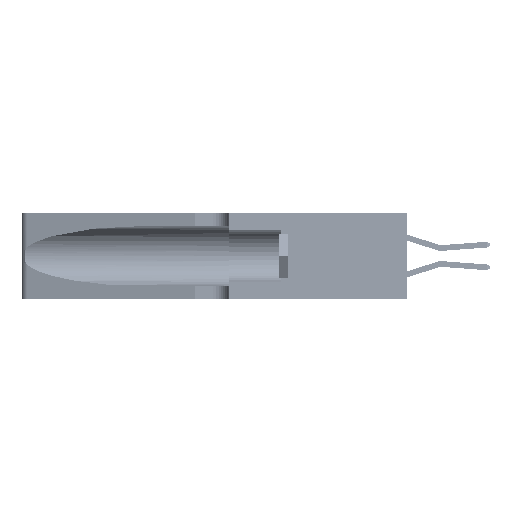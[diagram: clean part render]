
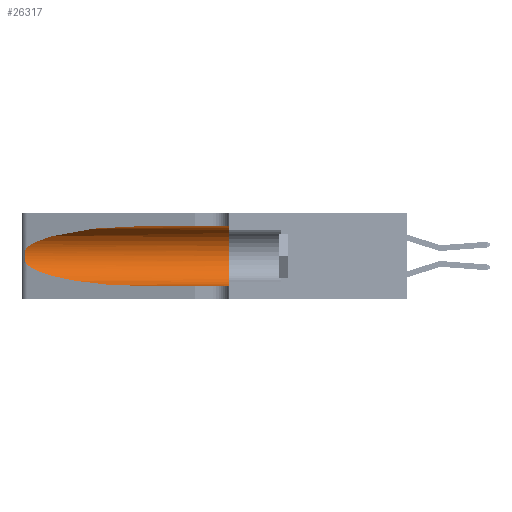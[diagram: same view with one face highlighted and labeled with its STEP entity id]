
A CAD part, left-side view. The second image highlights one B-rep face of the part: STEP entity #26317.
In plain terms, the highlighted cylindrical face has radius 3.308 mm (diameter 6.617 mm), a partial arc.
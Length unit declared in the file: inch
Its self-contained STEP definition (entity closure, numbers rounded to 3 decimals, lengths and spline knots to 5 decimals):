
#874 = CARTESIAN_POINT ( 'NONE',  ( 0.25639, 1.23186, 0.15144 ) ) ;
#947 = VERTEX_POINT ( 'NONE', #1017 ) ;
#1017 = CARTESIAN_POINT ( 'NONE',  ( 0.1305, 0.35, 0.31525 ) ) ;
#1037 = CARTESIAN_POINT ( 'NONE',  ( 0.26075, 1.23896, 0.19203 ) ) ;
#1265 = LINE ( 'NONE', #26918, #36356 ) ;
#4134 = VERTEX_POINT ( 'NONE', #27797 ) ;
#4344 = CARTESIAN_POINT ( 'NONE',  ( 0.1305, 1.61858, 0.05475 ) ) ;
#6756 = ORIENTED_EDGE ( 'NONE', *, *, #36087, .T. ) ;
#7934 = EDGE_CURVE ( 'NONE', #13232, #9228, #33697, .T. ) ;
#8323 = CARTESIAN_POINT ( 'NONE',  ( 0.1305, 0.35, 0.185 ) ) ;
#9228 = VERTEX_POINT ( 'NONE', #37436 ) ;
#10790 = ORIENTED_EDGE ( 'NONE', *, *, #22025, .F. ) ;
#10917 = CIRCLE ( 'NONE', #36869, 0.13025 ) ;
#11269 = CARTESIAN_POINT ( 'NONE',  ( 0.1305, 0.72297, 0.31525 ) ) ;
#11806 = CARTESIAN_POINT ( 'NONE',  ( 0.25487, 1.22718, 0.14631 ) ) ;
#12010 = CARTESIAN_POINT ( 'NONE',  ( 0.25789, 1.23486, 0.15765 ) ) ;
#12168 = VECTOR ( 'NONE', #37652, 39.37008 ) ;
#12482 = CARTESIAN_POINT ( 'NONE',  ( 0.26075, 1.23896, 0.178 ) ) ;
#12822 = ORIENTED_EDGE ( 'NONE', *, *, #16933, .T. ) ;
#13232 = VERTEX_POINT ( 'NONE', #39103 ) ;
#13638 = EDGE_CURVE ( 'NONE', #4134, #19555, #45847, .T. ) ;
#14340 = CARTESIAN_POINT ( 'NONE',  ( 0.25487, 1.22718, 0.22369 ) ) ;
#15879 = FACE_OUTER_BOUND ( 'NONE', #25495, .T. ) ;
#16194 = CARTESIAN_POINT ( 'NONE',  ( 0.25487, 1.22718, 0.14631 ) ) ;
#16933 = EDGE_CURVE ( 'NONE', #9228, #23197, #32825, .T. ) ;
#17692 = CARTESIAN_POINT ( 'NONE',  ( 0.25487, 1.22718, 0.22369 ) ) ;
#18395 = CARTESIAN_POINT ( 'NONE',  ( 0.1305, 0.35, 0.05475 ) ) ;
#18701 = CARTESIAN_POINT ( 'NONE',  ( 0.18966, 0.96281, 0.31525 ) ) ;
#19555 = VERTEX_POINT ( 'NONE', #17692 ) ;
#19595 = CARTESIAN_POINT ( 'NONE',  ( 0.25555, 1.22994, 0.2215 ) ) ;
#19844 = CARTESIAN_POINT ( 'NONE',  ( 0.18966, 0.96281, 0.05475 ) ) ;
#20624 = EDGE_CURVE ( 'NONE', #4134, #947, #1265, .T. ) ;
#22025 = EDGE_CURVE ( 'NONE', #947, #23197, #10917, .T. ) ;
#22413 = CARTESIAN_POINT ( 'NONE',  ( 0.2373, 1.15595, 0.28018 ) ) ;
#22998 = CARTESIAN_POINT ( 'NONE',  ( 0.26017, 1.23833, 0.17102 ) ) ;
#23197 = VERTEX_POINT ( 'NONE', #18395 ) ;
#23319 = CARTESIAN_POINT ( 'NONE',  ( 0.25487, 1.22718, 0.22369 ) ) ;
#23469 = CARTESIAN_POINT ( 'NONE',  ( 0.25854, 1.2359, 0.20912 ) ) ;
#25495 = EDGE_LOOP ( 'NONE', ( #36775, #6756, #37606, #12822, #10790, #32432 ) ) ;
#26264 = CARTESIAN_POINT ( 'NONE',  ( 0.1305, 1.61858, 0.185 ) ) ;
#26317 = ADVANCED_FACE ( 'NONE', ( #15879 ), #36549, .F. ) ;
#26658 = CARTESIAN_POINT ( 'NONE',  ( 0.25555, 1.22993, 0.14849 ) ) ;
#26918 = CARTESIAN_POINT ( 'NONE',  ( 0.1305, 1.61858, 0.31525 ) ) ;
#27797 = CARTESIAN_POINT ( 'NONE',  ( 0.1305, 0.72297, 0.31525 ) ) ;
#30085 = DIRECTION ( 'NONE',  ( 0., 0., -1. ) ) ;
#30486 = DIRECTION ( 'NONE',  ( 0., 1., 0. ) ) ;
#30503 = AXIS2_PLACEMENT_3D ( 'NONE', #26264, #40874, #30085 ) ;
#30713 = DIRECTION ( 'NONE',  ( 0., -1., 0. ) ) ;
#32199 = B_SPLINE_CURVE_WITH_KNOTS ( 'NONE', 3,
 ( #23319, #19595, #38071, #45460, #23469, #34478, #1037, #12482, #22998, #34158, #12010, #874, #26658, #16194 ),
 .UNSPECIFIED., .F., .F.,
 ( 4, 2, 2, 2, 2, 2, 4 ),
 ( 0., 0.00027, 0.00053, 0.00107, 0.0016, 0.00187, 0.00214 ),
 .UNSPECIFIED. ) ;
#32432 = ORIENTED_EDGE ( 'NONE', *, *, #20624, .F. ) ;
#32825 = LINE ( 'NONE', #4344, #12168 ) ;
#33697 =( BOUNDED_CURVE ( )  B_SPLINE_CURVE ( 3, ( #11806, #41409, #19844, #41839 ),
 .UNSPECIFIED., .F., .F. ) 
 B_SPLINE_CURVE_WITH_KNOTS ( ( 4, 4 ),
 ( 3.44316, 4.71239 ),
 .UNSPECIFIED. ) 
 CURVE ( )  GEOMETRIC_REPRESENTATION_ITEM ( )  RATIONAL_B_SPLINE_CURVE ( ( 1., 0.87, 0.87, 1. ) ) 
 REPRESENTATION_ITEM ( '' )  );
#34034 = DIRECTION ( 'NONE',  ( 0., 0., 1. ) ) ;
#34158 = CARTESIAN_POINT ( 'NONE',  ( 0.25856, 1.23593, 0.16098 ) ) ;
#34478 = CARTESIAN_POINT ( 'NONE',  ( 0.26018, 1.23835, 0.19895 ) ) ;
#36087 = EDGE_CURVE ( 'NONE', #19555, #13232, #32199, .T. ) ;
#36356 = VECTOR ( 'NONE', #30713, 39.37008 ) ;
#36549 = CYLINDRICAL_SURFACE ( 'NONE', #30503, 0.13025 ) ;
#36775 = ORIENTED_EDGE ( 'NONE', *, *, #13638, .T. ) ;
#36869 = AXIS2_PLACEMENT_3D ( 'NONE', #8323, #30486, #34034 ) ;
#37436 = CARTESIAN_POINT ( 'NONE',  ( 0.1305, 0.72297, 0.05475 ) ) ;
#37606 = ORIENTED_EDGE ( 'NONE', *, *, #7934, .T. ) ;
#37652 = DIRECTION ( 'NONE',  ( 0., -1., 0. ) ) ;
#38071 = CARTESIAN_POINT ( 'NONE',  ( 0.25639, 1.23184, 0.21858 ) ) ;
#39103 = CARTESIAN_POINT ( 'NONE',  ( 0.25487, 1.22718, 0.14631 ) ) ;
#40874 = DIRECTION ( 'NONE',  ( 0., -1., 0. ) ) ;
#41409 = CARTESIAN_POINT ( 'NONE',  ( 0.2373, 1.15595, 0.08982 ) ) ;
#41839 = CARTESIAN_POINT ( 'NONE',  ( 0.1305, 0.72297, 0.05475 ) ) ;
#45460 = CARTESIAN_POINT ( 'NONE',  ( 0.25787, 1.23484, 0.2124 ) ) ;
#45847 =( BOUNDED_CURVE ( )  B_SPLINE_CURVE ( 3, ( #11269, #18701, #22413, #14340 ),
 .UNSPECIFIED., .F., .F. ) 
 B_SPLINE_CURVE_WITH_KNOTS ( ( 4, 4 ),
 ( 1.5708, 2.84003 ),
 .UNSPECIFIED. ) 
 CURVE ( )  GEOMETRIC_REPRESENTATION_ITEM ( )  RATIONAL_B_SPLINE_CURVE ( ( 1., 0.87, 0.87, 1. ) ) 
 REPRESENTATION_ITEM ( '' )  );
